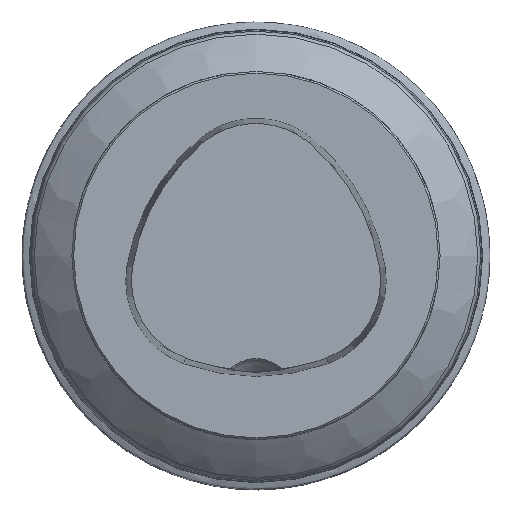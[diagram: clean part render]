
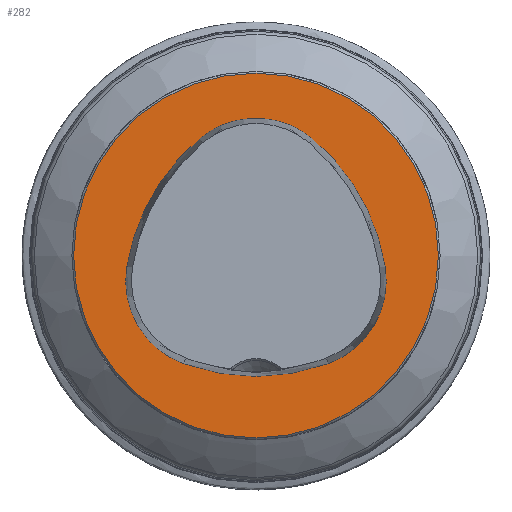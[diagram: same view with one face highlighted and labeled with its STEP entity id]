
A CAD part, top view. The second image highlights one B-rep face of the part: STEP entity #282.
In plain terms, the highlighted planar face has unit normal (0, 0, 1).
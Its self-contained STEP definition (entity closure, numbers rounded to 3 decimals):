
#245=PLANE('',#1045);
#282=ADVANCED_FACE('CU_FL_N1_SU_1',(#376,#377),#245,.T.);
#376=FACE_BOUND('',#429,.T.);
#377=FACE_BOUND('',#430,.T.);
#429=EDGE_LOOP('',(#547,#548,#549,#550,#551,#552));
#430=EDGE_LOOP('',(#553));
#547=ORIENTED_EDGE('',*,*,#796,.F.);
#548=ORIENTED_EDGE('',*,*,#797,.F.);
#549=ORIENTED_EDGE('',*,*,#798,.F.);
#550=ORIENTED_EDGE('',*,*,#799,.F.);
#551=ORIENTED_EDGE('',*,*,#793,.F.);
#552=ORIENTED_EDGE('',*,*,#800,.F.);
#553=ORIENTED_EDGE('',*,*,#801,.T.);
#719=VERTEX_POINT('',#1801);
#720=VERTEX_POINT('',#1803);
#722=VERTEX_POINT('',#1809);
#723=VERTEX_POINT('',#1810);
#724=VERTEX_POINT('',#1812);
#725=VERTEX_POINT('',#1814);
#726=VERTEX_POINT('',#1818);
#793=EDGE_CURVE('',#719,#720,#853,.T.);
#796=EDGE_CURVE('',#722,#723,#855,.T.);
#797=EDGE_CURVE('',#724,#722,#856,.T.);
#798=EDGE_CURVE('',#725,#724,#857,.T.);
#799=EDGE_CURVE('',#720,#725,#858,.T.);
#800=EDGE_CURVE('',#723,#719,#859,.T.);
#801=EDGE_CURVE('',#726,#726,#860,.T.);
#853=CIRCLE('',#1036,36.075);
#855=CIRCLE('',#1039,36.075);
#856=CIRCLE('',#1040,15.075);
#857=CIRCLE('',#1041,36.075);
#858=CIRCLE('',#1042,15.075);
#859=CIRCLE('',#1043,15.075);
#860=CIRCLE('',#1044,31.2);
#1036=AXIS2_PLACEMENT_3D('',#1802,#1223,#1224);
#1039=AXIS2_PLACEMENT_3D('',#1808,#1230,#1231);
#1040=AXIS2_PLACEMENT_3D('',#1811,#1232,#1233);
#1041=AXIS2_PLACEMENT_3D('',#1813,#1234,#1235);
#1042=AXIS2_PLACEMENT_3D('',#1815,#1236,#1237);
#1043=AXIS2_PLACEMENT_3D('',#1816,#1238,#1239);
#1044=AXIS2_PLACEMENT_3D('',#1817,#1240,#1241);
#1045=AXIS2_PLACEMENT_3D('',#1819,#1242,#1243);
#1223=DIRECTION('',(0.,0.,1.));
#1224=DIRECTION('',(1.,0.,0.));
#1230=DIRECTION('',(0.,0.,1.));
#1231=DIRECTION('',(1.,0.,0.));
#1232=DIRECTION('',(0.,0.,1.));
#1233=DIRECTION('',(1.,0.,0.));
#1234=DIRECTION('',(0.,0.,1.));
#1235=DIRECTION('',(1.,0.,0.));
#1236=DIRECTION('',(0.,0.,1.));
#1237=DIRECTION('',(1.,0.,0.));
#1238=DIRECTION('',(0.,0.,1.));
#1239=DIRECTION('',(1.,0.,0.));
#1240=DIRECTION('',(0.,0.,1.));
#1241=DIRECTION('',(1.,0.,0.));
#1242=DIRECTION('',(0.,0.,1.));
#1243=DIRECTION('',(1.,0.,0.));
#1801=CARTESIAN_POINT('',(-12.368,-18.489,0.));
#1802=CARTESIAN_POINT('',(0.,15.4,0.));
#1803=CARTESIAN_POINT('',(12.368,-18.489,0.));
#1808=CARTESIAN_POINT('',(13.535,-7.656,0.));
#1809=CARTESIAN_POINT('',(-9.716,19.927,0.));
#1810=CARTESIAN_POINT('',(-22.084,-1.937,0.));
#1811=CARTESIAN_POINT('',(0.,8.4,0.));
#1812=CARTESIAN_POINT('',(9.716,19.927,0.));
#1813=CARTESIAN_POINT('',(-13.535,-7.656,0.));
#1814=CARTESIAN_POINT('',(22.084,-1.937,0.));
#1815=CARTESIAN_POINT('',(7.2,-4.327,0.));
#1816=CARTESIAN_POINT('',(-7.2,-4.327,0.));
#1817=CARTESIAN_POINT('',(0.,0.,0.));
#1818=CARTESIAN_POINT('',(31.2,0.,0.));
#1819=CARTESIAN_POINT('',(0.,0.,0.));
